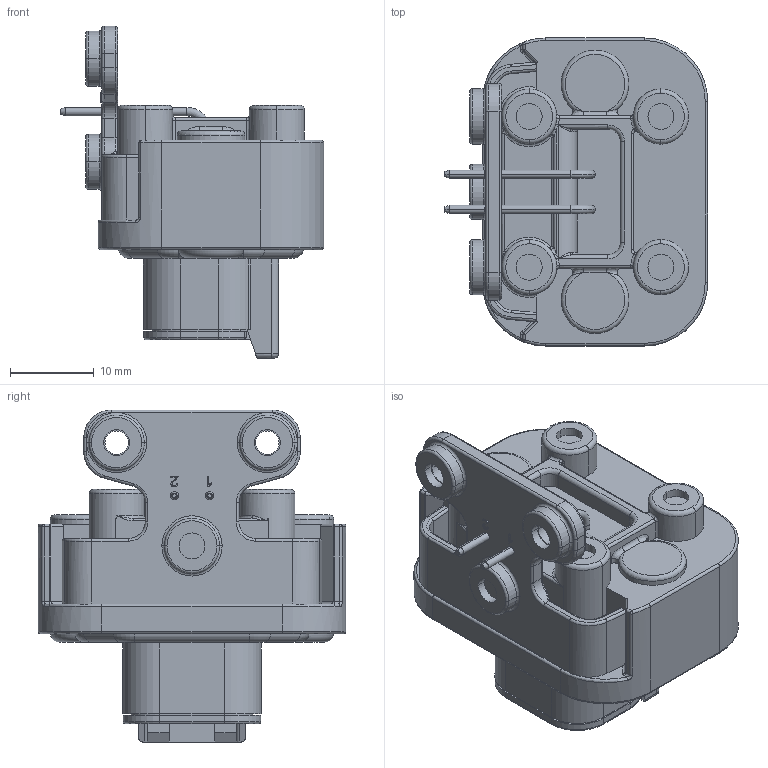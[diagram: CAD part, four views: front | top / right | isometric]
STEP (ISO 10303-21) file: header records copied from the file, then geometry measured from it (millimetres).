
FILE_DESCRIPTION((''),'2;1');
FILE_NAME('PL000633-02-RA-01','2018-08-07T',('sullen.zhang'),(''),'PRO/ENGINEER BY PARAMETRIC TECHNOLOGY CORPORATION, 2016360','PRO/ENGINEER BY PARAMETRIC TECHNOLOGY CORPORATION, 2016360','');
FILE_SCHEMA(('CONFIG_CONTROL_DESIGN'));
Length unit declared in the file: millimetre
Products named in the file (1): PL000633-02-RA-01
Bounding box: 31.5 x 36.82 x 39.7 mm (x, y, z)
Volume: 13993.8 mm3; surface area: 7173.6 mm2
Topology: 1 solids, 1 shells, 700 faces, 1763 edges, 1086 vertices
Faces by surface type: cylinder 233, plane 223, torus 104, bspline 61, extrusion 44, cone 23, sphere 12
Entity records: 23639 total; most frequent: CARTESIAN_POINT 7223, ORIENTED_EDGE 3510, DIRECTION 3325, EDGE_CURVE 1755, AXIS2_PLACEMENT_3D 1245, VERTEX_POINT 1084, VECTOR 835, LINE 791
